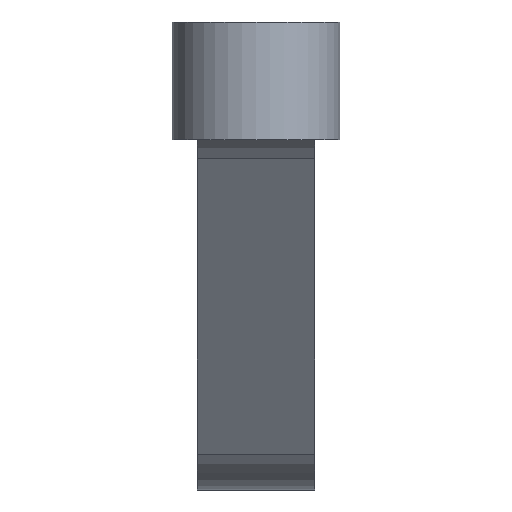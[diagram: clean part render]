
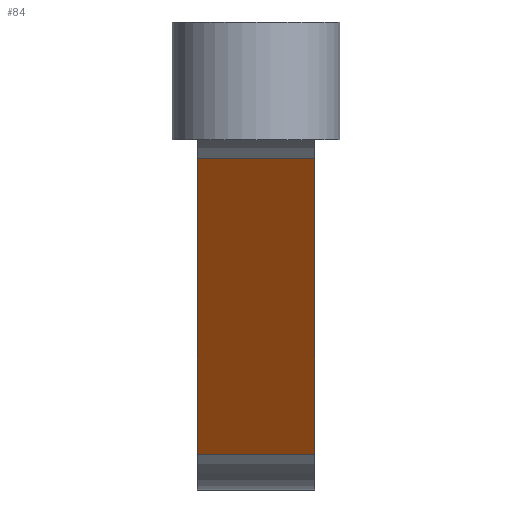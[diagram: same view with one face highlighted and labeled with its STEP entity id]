
A CAD part, front view. The second image highlights one B-rep face of the part: STEP entity #84.
In plain terms, the highlighted planar face has unit normal (0, -0.819, -0.574).
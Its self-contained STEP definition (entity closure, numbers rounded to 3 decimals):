
#84=ADVANCED_FACE('',(#280),#282,.T.);
#280=FACE_BOUND('',#281,.T.);
#281=EDGE_LOOP('',(#444,#445,#446,#447));
#282=PLANE('',#283);
#283=AXIS2_PLACEMENT_3D('',#284,#285,#286);
#284=CARTESIAN_POINT('',(-3.5,9.618,1.));
#285=DIRECTION('',(0.,-0.819,-0.574));
#286=DIRECTION('',(0.,0.574,-0.819));
#444=ORIENTED_EDGE('',*,*,#548,.F.);
#445=ORIENTED_EDGE('',*,*,#533,.F.);
#446=ORIENTED_EDGE('',*,*,#547,.F.);
#447=ORIENTED_EDGE('',*,*,#535,.T.);
#533=EDGE_CURVE('',#599,#579,#601,.T.);
#535=EDGE_CURVE('',#605,#602,#606,.T.);
#547=EDGE_CURVE('',#605,#599,#627,.T.);
#548=EDGE_CURVE('',#579,#602,#628,.F.);
#579=VERTEX_POINT('',#675);
#599=VERTEX_POINT('',#721);
#601=LINE('',#726,#727);
#602=VERTEX_POINT('',#729);
#605=VERTEX_POINT('',#735);
#606=LINE('',#736,#737);
#627=LINE('',#787,#788);
#628=LINE('',#790,#791);
#675=CARTESIAN_POINT('',(3.5,23.431,-18.728));
#721=CARTESIAN_POINT('',(3.5,11.111,-1.132));
#726=CARTESIAN_POINT('',(3.5,11.111,-1.132));
#727=VECTOR('',#728,1.);
#728=DIRECTION('',(0.,0.574,-0.819));
#729=CARTESIAN_POINT('',(-3.5,23.431,-18.728));
#735=CARTESIAN_POINT('',(-3.5,11.111,-1.132));
#736=CARTESIAN_POINT('',(-3.5,11.111,-1.132));
#737=VECTOR('',#738,1.);
#738=DIRECTION('',(0.,0.574,-0.819));
#787=CARTESIAN_POINT('',(-3.5,11.111,-1.132));
#788=VECTOR('',#789,1.);
#789=DIRECTION('',(1.,0.,0.));
#790=CARTESIAN_POINT('',(-3.5,23.431,-18.728));
#791=VECTOR('',#792,1.);
#792=DIRECTION('',(1.,0.,0.));
